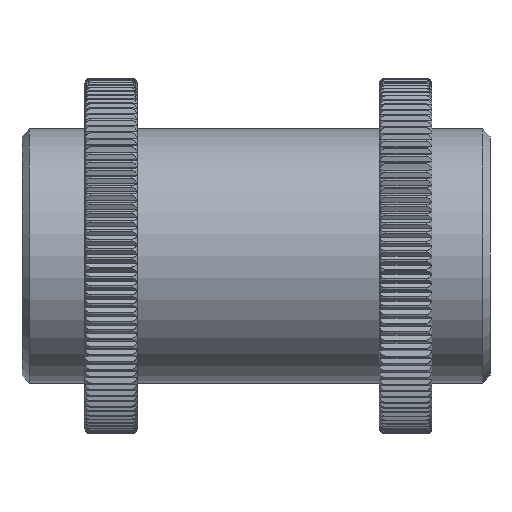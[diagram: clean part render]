
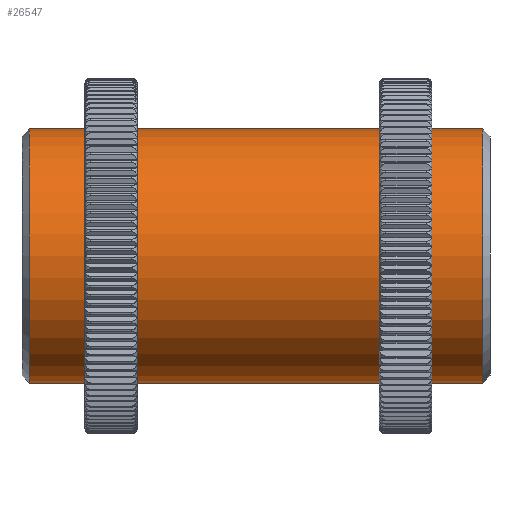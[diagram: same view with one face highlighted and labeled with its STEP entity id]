
A CAD part, left-side view. The second image highlights one B-rep face of the part: STEP entity #26547.
In plain terms, the highlighted cylindrical face has radius 6.795 mm (diameter 13.59 mm), a partial arc.
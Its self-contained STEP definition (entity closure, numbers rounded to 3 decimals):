
#1022 = VECTOR ( 'NONE', #10048, 1000. ) ;
#1805 = AXIS2_PLACEMENT_3D ( 'NONE', #32923, #50900, #10542 ) ;
#3258 = DIRECTION ( 'NONE',  ( 0., -1., 0. ) ) ;
#7345 = EDGE_CURVE ( 'NONE', #12836, #42511, #50396, .T. ) ;
#7465 = ORIENTED_EDGE ( 'NONE', *, *, #26314, .T. ) ;
#8271 = CARTESIAN_POINT ( 'NONE',  ( -3.098, 23.729, -6.795 ) ) ;
#9700 = CARTESIAN_POINT ( 'NONE',  ( -3.098, -0.871, 6.795 ) ) ;
#10048 = DIRECTION ( 'NONE',  ( 0., -1., 0. ) ) ;
#10542 = DIRECTION ( 'NONE',  ( 0., 0., 1. ) ) ;
#10909 = CARTESIAN_POINT ( 'NONE',  ( -3.098, 23.729, 6.795 ) ) ;
#12053 = CARTESIAN_POINT ( 'NONE',  ( -3.098, 23.329, -6.795 ) ) ;
#12836 = VERTEX_POINT ( 'NONE', #17205 ) ;
#17205 = CARTESIAN_POINT ( 'NONE',  ( -3.098, 23.329, 6.795 ) ) ;
#17593 = ORIENTED_EDGE ( 'NONE', *, *, #7345, .F. ) ;
#21966 = EDGE_LOOP ( 'NONE', ( #17593, #39876, #25286, #7465 ) ) ;
#22866 = LINE ( 'NONE', #8271, #56036 ) ;
#23694 = DIRECTION ( 'NONE',  ( 0., -1., 0. ) ) ;
#25060 = VERTEX_POINT ( 'NONE', #12053 ) ;
#25286 = ORIENTED_EDGE ( 'NONE', *, *, #41668, .T. ) ;
#26231 = CIRCLE ( 'NONE', #1805, 6.795 ) ;
#26314 = EDGE_CURVE ( 'NONE', #43112, #42511, #26231, .T. ) ;
#26547 = ADVANCED_FACE ( 'NONE', ( #56916 ), #57219, .T. ) ;
#26563 = CARTESIAN_POINT ( 'NONE',  ( -3.098, 23.329, 0. ) ) ;
#31507 = CIRCLE ( 'NONE', #46574, 6.795 ) ;
#32829 = AXIS2_PLACEMENT_3D ( 'NONE', #43065, #23694, #41687 ) ;
#32923 = CARTESIAN_POINT ( 'NONE',  ( -3.098, -0.871, 0. ) ) ;
#34906 = CARTESIAN_POINT ( 'NONE',  ( -3.098, -0.871, -6.795 ) ) ;
#35996 = DIRECTION ( 'NONE',  ( 0., -1., 0. ) ) ;
#39876 = ORIENTED_EDGE ( 'NONE', *, *, #41323, .T. ) ;
#41323 = EDGE_CURVE ( 'NONE', #12836, #25060, #31507, .T. ) ;
#41668 = EDGE_CURVE ( 'NONE', #25060, #43112, #22866, .T. ) ;
#41687 = DIRECTION ( 'NONE',  ( 0., 0., -1. ) ) ;
#42511 = VERTEX_POINT ( 'NONE', #9700 ) ;
#43065 = CARTESIAN_POINT ( 'NONE',  ( -3.098, 23.729, 0. ) ) ;
#43112 = VERTEX_POINT ( 'NONE', #34906 ) ;
#44850 = DIRECTION ( 'NONE',  ( 0., 0., 1. ) ) ;
#46574 = AXIS2_PLACEMENT_3D ( 'NONE', #26563, #35996, #44850 ) ;
#50396 = LINE ( 'NONE', #10909, #1022 ) ;
#50900 = DIRECTION ( 'NONE',  ( 0., 1., 0. ) ) ;
#56036 = VECTOR ( 'NONE', #3258, 1000. ) ;
#56916 = FACE_OUTER_BOUND ( 'NONE', #21966, .T. ) ;
#57219 = CYLINDRICAL_SURFACE ( 'NONE', #32829, 6.795 ) ;
